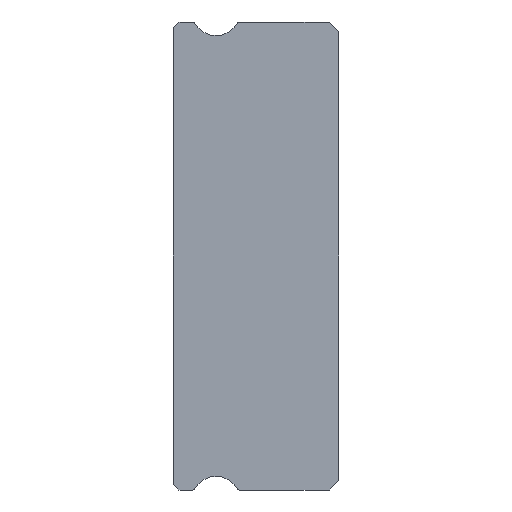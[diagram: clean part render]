
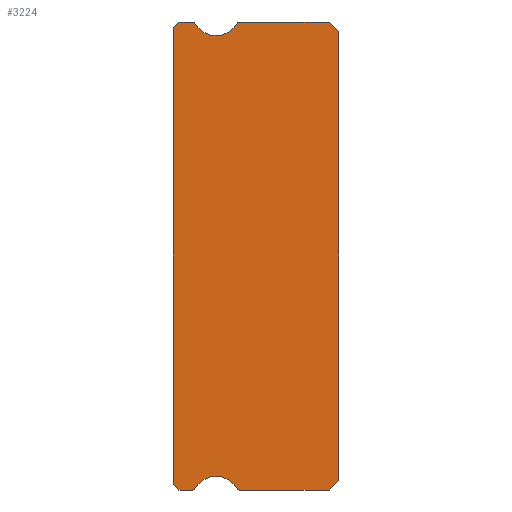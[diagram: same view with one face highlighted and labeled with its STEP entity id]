
A CAD part, left-side view. The second image highlights one B-rep face of the part: STEP entity #3224.
In plain terms, the highlighted planar face has unit normal (-1, 0, 0).
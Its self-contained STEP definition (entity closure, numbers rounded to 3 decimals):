
#15 = CARTESIAN_POINT ( 'NONE',  ( -10., 8.5, -11.7 ) ) ;
#21 = DIRECTION ( 'NONE',  ( 0., 0.707, -0.707 ) ) ;
#39 = LINE ( 'NONE', #2970, #1372 ) ;
#64 = LINE ( 'NONE', #2235, #3364 ) ;
#109 = CARTESIAN_POINT ( 'NONE',  ( -10., 0., -11.5 ) ) ;
#210 = EDGE_CURVE ( 'NONE', #1234, #2390, #39, .T. ) ;
#217 = VERTEX_POINT ( 'NONE', #1578 ) ;
#253 = VERTEX_POINT ( 'NONE', #539 ) ;
#268 = CARTESIAN_POINT ( 'NONE',  ( -10., 6.3, 12.55 ) ) ;
#277 = ORIENTED_EDGE ( 'NONE', *, *, #2207, .F. ) ;
#339 = CARTESIAN_POINT ( 'NONE',  ( -10., 0.5, -12. ) ) ;
#384 = CARTESIAN_POINT ( 'NONE',  ( -10., 7.512, 11.85 ) ) ;
#391 = LINE ( 'NONE', #2505, #1373 ) ;
#392 = CARTESIAN_POINT ( 'NONE',  ( -10., 0., -11.5 ) ) ;
#433 = LINE ( 'NONE', #1502, #2064 ) ;
#495 = LINE ( 'NONE', #1294, #2068 ) ;
#539 = CARTESIAN_POINT ( 'NONE',  ( -10., 5.217, -11.925 ) ) ;
#585 = VECTOR ( 'NONE', #752, 1000. ) ;
#615 = LINE ( 'NONE', #109, #3435 ) ;
#625 = VECTOR ( 'NONE', #3215, 1000. ) ;
#631 = CIRCLE ( 'NONE', #1250, 0.15 ) ;
#650 = AXIS2_PLACEMENT_3D ( 'NONE', #384, #1456, #2498 ) ;
#672 = DIRECTION ( 'NONE',  ( 1., 0., 0. ) ) ;
#675 = VERTEX_POINT ( 'NONE', #2655 ) ;
#704 = VERTEX_POINT ( 'NONE', #3424 ) ;
#752 = DIRECTION ( 'NONE',  ( 0., 1., 0. ) ) ;
#771 = ORIENTED_EDGE ( 'NONE', *, *, #1621, .F. ) ;
#772 = DIRECTION ( 'NONE',  ( 0., 0., -1. ) ) ;
#776 = DIRECTION ( 'NONE',  ( 1., 0., 0. ) ) ;
#789 = ORIENTED_EDGE ( 'NONE', *, *, #1792, .T. ) ;
#794 = CARTESIAN_POINT ( 'NONE',  ( -10., 5.088, -11.85 ) ) ;
#804 = VERTEX_POINT ( 'NONE', #2600 ) ;
#841 = DIRECTION ( 'NONE',  ( 0., 0., -1. ) ) ;
#853 = AXIS2_PLACEMENT_3D ( 'NONE', #1270, #776, #1821 ) ;
#867 = DIRECTION ( 'NONE',  ( 0., 0.707, -0.707 ) ) ;
#878 = EDGE_CURVE ( 'NONE', #1167, #217, #3244, .T. ) ;
#904 = VERTEX_POINT ( 'NONE', #1651 ) ;
#926 = DIRECTION ( 'NONE',  ( 0., 1., 0. ) ) ;
#938 = CARTESIAN_POINT ( 'NONE',  ( -10., 5.088, 11.85 ) ) ;
#941 = CARTESIAN_POINT ( 'NONE',  ( -10., 0., 11.5 ) ) ;
#980 = VERTEX_POINT ( 'NONE', #392 ) ;
#1008 = DIRECTION ( 'NONE',  ( 0., 0., -1. ) ) ;
#1065 = ORIENTED_EDGE ( 'NONE', *, *, #878, .T. ) ;
#1077 = DIRECTION ( 'NONE',  ( 0., -1., 0. ) ) ;
#1091 = VECTOR ( 'NONE', #1157, 1000. ) ;
#1118 = DIRECTION ( 'NONE',  ( 1., 0., 0. ) ) ;
#1157 = DIRECTION ( 'NONE',  ( 0., 0., 1. ) ) ;
#1166 = CARTESIAN_POINT ( 'NONE',  ( -10., 7.383, 11.925 ) ) ;
#1167 = VERTEX_POINT ( 'NONE', #2132 ) ;
#1205 = ORIENTED_EDGE ( 'NONE', *, *, #1503, .T. ) ;
#1209 = VERTEX_POINT ( 'NONE', #15 ) ;
#1234 = VERTEX_POINT ( 'NONE', #1385 ) ;
#1235 = VERTEX_POINT ( 'NONE', #339 ) ;
#1247 = CIRCLE ( 'NONE', #2224, 0.15 ) ;
#1250 = AXIS2_PLACEMENT_3D ( 'NONE', #794, #1118, #841 ) ;
#1263 = ORIENTED_EDGE ( 'NONE', *, *, #2783, .T. ) ;
#1270 = CARTESIAN_POINT ( 'NONE',  ( -10., 7.512, 11.85 ) ) ;
#1280 = EDGE_LOOP ( 'NONE', ( #277, #1205, #789, #1545, #2615, #2147, #2275, #2877, #1303, #3063, #1509, #2187, #1654, #771, #3256, #1263, #1065 ) ) ;
#1294 = CARTESIAN_POINT ( 'NONE',  ( -10., 8.5, 11.85 ) ) ;
#1303 = ORIENTED_EDGE ( 'NONE', *, *, #2862, .T. ) ;
#1310 = AXIS2_PLACEMENT_3D ( 'NONE', #3077, #672, #1008 ) ;
#1337 = DIRECTION ( 'NONE',  ( -1., 0., 0. ) ) ;
#1372 = VECTOR ( 'NONE', #1077, 1000. ) ;
#1373 = VECTOR ( 'NONE', #926, 1000. ) ;
#1385 = CARTESIAN_POINT ( 'NONE',  ( -10., 5.088, 12. ) ) ;
#1411 = EDGE_CURVE ( 'NONE', #1444, #1234, #1247, .T. ) ;
#1427 = FACE_OUTER_BOUND ( 'NONE', #1280, .T. ) ;
#1444 = VERTEX_POINT ( 'NONE', #1482 ) ;
#1448 = VERTEX_POINT ( 'NONE', #2542 ) ;
#1450 = CARTESIAN_POINT ( 'NONE',  ( -10., 8.2, -12. ) ) ;
#1456 = DIRECTION ( 'NONE',  ( 1., 0., 0. ) ) ;
#1482 = CARTESIAN_POINT ( 'NONE',  ( -10., 5.217, 11.925 ) ) ;
#1492 = DIRECTION ( 'NONE',  ( 0., 0., -1. ) ) ;
#1499 = LINE ( 'NONE', #2895, #585 ) ;
#1502 = CARTESIAN_POINT ( 'NONE',  ( -10., 7.512, -12. ) ) ;
#1503 = EDGE_CURVE ( 'NONE', #1209, #2773, #2332, .T. ) ;
#1509 = ORIENTED_EDGE ( 'NONE', *, *, #210, .F. ) ;
#1545 = ORIENTED_EDGE ( 'NONE', *, *, #2142, .F. ) ;
#1578 = CARTESIAN_POINT ( 'NONE',  ( -10., 8.5, 11.7 ) ) ;
#1620 = CARTESIAN_POINT ( 'NONE',  ( -10., 8.5, 11.7 ) ) ;
#1621 = EDGE_CURVE ( 'NONE', #2025, #904, #2687, .T. ) ;
#1651 = CARTESIAN_POINT ( 'NONE',  ( -10., 6.3, 11.3 ) ) ;
#1654 = ORIENTED_EDGE ( 'NONE', *, *, #2883, .F. ) ;
#1699 = DIRECTION ( 'NONE',  ( 1., 0., 0. ) ) ;
#1746 = EDGE_CURVE ( 'NONE', #1448, #2025, #2284, .T. ) ;
#1792 = EDGE_CURVE ( 'NONE', #2773, #704, #433, .T. ) ;
#1819 = EDGE_CURVE ( 'NONE', #2933, #253, #631, .T. ) ;
#1821 = DIRECTION ( 'NONE',  ( 0., 0., -1. ) ) ;
#1908 = AXIS2_PLACEMENT_3D ( 'NONE', #2814, #2847, #1492 ) ;
#2025 = VERTEX_POINT ( 'NONE', #1166 ) ;
#2064 = VECTOR ( 'NONE', #2560, 1000. ) ;
#2068 = VECTOR ( 'NONE', #2336, 1000. ) ;
#2089 = CARTESIAN_POINT ( 'NONE',  ( -10., 8.2, -12. ) ) ;
#2130 = AXIS2_PLACEMENT_3D ( 'NONE', #3161, #3396, #772 ) ;
#2132 = CARTESIAN_POINT ( 'NONE',  ( -10., 8.2, 12. ) ) ;
#2142 = EDGE_CURVE ( 'NONE', #675, #704, #2691, .T. ) ;
#2147 = ORIENTED_EDGE ( 'NONE', *, *, #1819, .F. ) ;
#2187 = ORIENTED_EDGE ( 'NONE', *, *, #1411, .F. ) ;
#2207 = EDGE_CURVE ( 'NONE', #1209, #217, #495, .T. ) ;
#2224 = AXIS2_PLACEMENT_3D ( 'NONE', #938, #1699, #2772 ) ;
#2232 = VECTOR ( 'NONE', #21, 1000. ) ;
#2235 = CARTESIAN_POINT ( 'NONE',  ( -10., 0.5, 12. ) ) ;
#2254 = LINE ( 'NONE', #941, #1091 ) ;
#2275 = ORIENTED_EDGE ( 'NONE', *, *, #2929, .F. ) ;
#2284 = CIRCLE ( 'NONE', #853, 0.15 ) ;
#2332 = LINE ( 'NONE', #2089, #625 ) ;
#2336 = DIRECTION ( 'NONE',  ( 0., 0., 1. ) ) ;
#2390 = VERTEX_POINT ( 'NONE', #2721 ) ;
#2470 = CIRCLE ( 'NONE', #2130, 1.25 ) ;
#2498 = DIRECTION ( 'NONE',  ( 0., 0., -1. ) ) ;
#2505 = CARTESIAN_POINT ( 'NONE',  ( -10., 8.2, 12. ) ) ;
#2525 = DIRECTION ( 'NONE',  ( 0., -0.707, -0.707 ) ) ;
#2531 = EDGE_CURVE ( 'NONE', #253, #675, #2919, .T. ) ;
#2542 = CARTESIAN_POINT ( 'NONE',  ( -10., 7.512, 12. ) ) ;
#2557 = CARTESIAN_POINT ( 'NONE',  ( -10., 5.088, -12. ) ) ;
#2560 = DIRECTION ( 'NONE',  ( 0., -1., 0. ) ) ;
#2600 = CARTESIAN_POINT ( 'NONE',  ( -10., 0., 11.5 ) ) ;
#2615 = ORIENTED_EDGE ( 'NONE', *, *, #2531, .F. ) ;
#2655 = CARTESIAN_POINT ( 'NONE',  ( -10., 7.383, -11.925 ) ) ;
#2687 = CIRCLE ( 'NONE', #2857, 1.25 ) ;
#2691 = CIRCLE ( 'NONE', #1310, 0.15 ) ;
#2721 = CARTESIAN_POINT ( 'NONE',  ( -10., 0.5, 12. ) ) ;
#2772 = DIRECTION ( 'NONE',  ( 0., 0., -1. ) ) ;
#2773 = VERTEX_POINT ( 'NONE', #1450 ) ;
#2783 = EDGE_CURVE ( 'NONE', #1448, #1167, #391, .T. ) ;
#2814 = CARTESIAN_POINT ( 'NONE',  ( -10., 6.3, -12.55 ) ) ;
#2847 = DIRECTION ( 'NONE',  ( -1., 0., 0. ) ) ;
#2850 = EDGE_CURVE ( 'NONE', #2390, #804, #64, .T. ) ;
#2857 = AXIS2_PLACEMENT_3D ( 'NONE', #268, #1337, #3199 ) ;
#2862 = EDGE_CURVE ( 'NONE', #980, #804, #2254, .T. ) ;
#2877 = ORIENTED_EDGE ( 'NONE', *, *, #3197, .F. ) ;
#2883 = EDGE_CURVE ( 'NONE', #904, #1444, #2470, .T. ) ;
#2895 = CARTESIAN_POINT ( 'NONE',  ( -10., 7.512, -12. ) ) ;
#2919 = CIRCLE ( 'NONE', #1908, 1.25 ) ;
#2929 = EDGE_CURVE ( 'NONE', #1235, #2933, #1499, .T. ) ;
#2933 = VERTEX_POINT ( 'NONE', #2557 ) ;
#2970 = CARTESIAN_POINT ( 'NONE',  ( -10., 7.512, 12. ) ) ;
#3063 = ORIENTED_EDGE ( 'NONE', *, *, #2850, .F. ) ;
#3077 = CARTESIAN_POINT ( 'NONE',  ( -10., 7.512, -11.85 ) ) ;
#3161 = CARTESIAN_POINT ( 'NONE',  ( -10., 6.3, 12.55 ) ) ;
#3197 = EDGE_CURVE ( 'NONE', #980, #1235, #615, .T. ) ;
#3199 = DIRECTION ( 'NONE',  ( 0., 0., -1. ) ) ;
#3215 = DIRECTION ( 'NONE',  ( 0., -0.707, -0.707 ) ) ;
#3224 = ADVANCED_FACE ( 'NONE', ( #1427 ), #3233, .F. ) ;
#3233 = PLANE ( 'NONE',  #650 ) ;
#3244 = LINE ( 'NONE', #1620, #2232 ) ;
#3256 = ORIENTED_EDGE ( 'NONE', *, *, #1746, .F. ) ;
#3364 = VECTOR ( 'NONE', #2525, 1000. ) ;
#3396 = DIRECTION ( 'NONE',  ( -1., 0., 0. ) ) ;
#3424 = CARTESIAN_POINT ( 'NONE',  ( -10., 7.512, -12. ) ) ;
#3435 = VECTOR ( 'NONE', #867, 1000. ) ;
